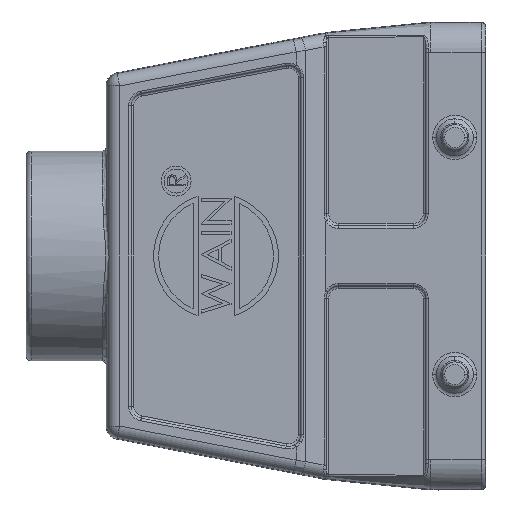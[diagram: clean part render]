
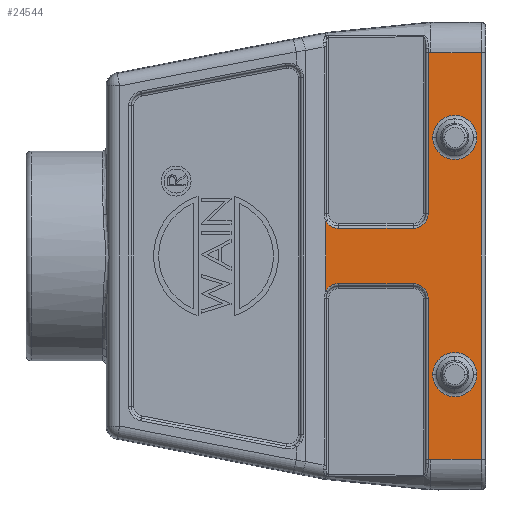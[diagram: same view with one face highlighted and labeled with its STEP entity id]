
A CAD part, left-side view. The second image highlights one B-rep face of the part: STEP entity #24544.
In plain terms, the highlighted planar face has unit normal (-1, 0, 0).
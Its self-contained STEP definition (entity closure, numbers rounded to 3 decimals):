
#5967=DIRECTION('',(0.,1.,0.));
#5968=VECTOR('',#5967,10.1);
#5969=CARTESIAN_POINT('',(-21.5,-53.685,40.712));
#5970=LINE('',#5969,#5968);
#6322=DIRECTION('',(0.,0.,-1.));
#6323=VECTOR('',#6322,13.777);
#6324=CARTESIAN_POINT('',(-21.5,-22.585,6.888));
#6325=LINE('',#6324,#6323);
#6348=DIRECTION('',(0.,0.998,-0.058));
#6349=VECTOR('',#6348,0.526);
#6350=CARTESIAN_POINT('',(-21.5,-43.585,-40.712));
#6351=LINE('',#6350,#6349);
#6352=CARTESIAN_POINT('',(-21.5,-40.085,-8.5));
#6353=DIRECTION('',(-1.,0.,0.));
#6354=DIRECTION('',(0.,-1.,0.));
#6355=AXIS2_PLACEMENT_3D('',#6352,#6353,#6354);
#6357=CARTESIAN_POINT('',(-21.5,-25.085,-8.5));
#6358=DIRECTION('',(-1.,0.,0.));
#6359=DIRECTION('',(0.,0.,1.));
#6360=AXIS2_PLACEMENT_3D('',#6357,#6358,#6359);
#6362=CARTESIAN_POINT('',(-21.5,-25.085,8.5));
#6363=DIRECTION('',(-1.,0.,0.));
#6364=DIRECTION('',(0.,0.84,-0.542));
#6365=AXIS2_PLACEMENT_3D('',#6362,#6363,#6364);
#6367=CARTESIAN_POINT('',(-21.5,-40.085,8.5));
#6368=DIRECTION('',(-1.,0.,0.));
#6369=DIRECTION('',(0.,0.,-1.));
#6370=AXIS2_PLACEMENT_3D('',#6367,#6368,#6369);
#6372=DIRECTION('',(0.,-0.998,-0.058));
#6373=VECTOR('',#6372,0.526);
#6374=CARTESIAN_POINT('',(-21.5,-43.059,
40.743));
#6375=LINE('',#6374,#6373);
#6376=CARTESIAN_POINT('',(-21.5,-48.385,23.75));
#6377=DIRECTION('',(-1.,0.,0.));
#6378=DIRECTION('',(0.,-1.,0.));
#6379=AXIS2_PLACEMENT_3D('',#6376,#6377,#6378);
#6381=CARTESIAN_POINT('',(-21.5,-48.385,23.75));
#6382=DIRECTION('',(-1.,0.,0.));
#6383=DIRECTION('',(0.,1.,0.));
#6384=AXIS2_PLACEMENT_3D('',#6381,#6382,#6383);
#6386=CARTESIAN_POINT('',(-21.5,-48.385,-23.75));
#6387=DIRECTION('',(-1.,0.,0.));
#6388=DIRECTION('',(0.,-1.,0.));
#6389=AXIS2_PLACEMENT_3D('',#6386,#6387,#6388);
#6391=CARTESIAN_POINT('',(-21.5,-48.385,-23.75));
#6392=DIRECTION('',(-1.,0.,0.));
#6393=DIRECTION('',(0.,1.,0.));
#6394=AXIS2_PLACEMENT_3D('',#6391,#6392,#6393);
#6396=DIRECTION('',(0.,0.,1.));
#6397=VECTOR('',#6396,81.424);
#6398=CARTESIAN_POINT('',(-21.5,-53.685,-40.712));
#6399=LINE('',#6398,#6397);
#7477=DIRECTION('',(0.,-1.,0.));
#7478=VECTOR('',#7477,10.1);
#7479=CARTESIAN_POINT('',(-21.5,-43.585,-40.712));
#7480=LINE('',#7479,#7478);
#7701=DIRECTION('',(0.,0.,-1.));
#7702=VECTOR('',#7701,32.243);
#7703=CARTESIAN_POINT('',(-21.5,-43.059,-8.5));
#7704=LINE('',#7703,#7702);
#7710=CARTESIAN_POINT('',(-21.5,-43.059,-40.743));
#7884=DIRECTION('',(0.,-1.,0.));
#7885=VECTOR('',#7884,15.);
#7886=CARTESIAN_POINT('',(-21.5,-25.085,-5.526));
#7887=LINE('',#7886,#7885);
#8046=DIRECTION('',(0.,0.,-1.));
#8047=VECTOR('',#8046,32.243);
#8048=CARTESIAN_POINT('',(-21.5,-43.059,
40.743));
#8049=LINE('',#8048,#8047);
#8069=DIRECTION('',(0.,1.,0.));
#8070=VECTOR('',#8069,15.);
#8071=CARTESIAN_POINT('',(-21.5,-40.085,5.526));
#8072=LINE('',#8071,#8070);
#11052=VERTEX_POINT('',#7710);
#11053=CARTESIAN_POINT('',(-21.5,-43.585,-40.712));
#11054=VERTEX_POINT('',#11053);
#11064=CARTESIAN_POINT('',(-21.5,-22.585,6.888));
#11065=CARTESIAN_POINT('',(-21.5,-22.585,-6.888));
#11066=VERTEX_POINT('',#11064);
#11067=VERTEX_POINT('',#11065);
#11076=CARTESIAN_POINT('',(-21.5,-53.685,-40.712));
#11077=CARTESIAN_POINT('',(-21.5,-53.685,40.712));
#11078=VERTEX_POINT('',#11076);
#11079=VERTEX_POINT('',#11077);
#11080=CARTESIAN_POINT('',(-21.5,-43.059,-8.5));
#11081=VERTEX_POINT('',#11080);
#11082=CARTESIAN_POINT('',(-21.5,-40.085,-5.526));
#11083=VERTEX_POINT('',#11082);
#11084=CARTESIAN_POINT('',(-21.5,-25.085,-5.526));
#11085=VERTEX_POINT('',#11084);
#11086=CARTESIAN_POINT('',(-21.5,-25.085,5.526));
#11087=VERTEX_POINT('',#11086);
#11088=CARTESIAN_POINT('',(-21.5,-40.085,5.526));
#11089=VERTEX_POINT('',#11088);
#11090=CARTESIAN_POINT('',(-21.5,-43.059,8.5));
#11091=VERTEX_POINT('',#11090);
#11092=CARTESIAN_POINT('',(-21.5,-43.059,
40.743));
#11093=VERTEX_POINT('',#11092);
#11094=CARTESIAN_POINT('',(-21.5,-43.585,
40.712));
#11095=VERTEX_POINT('',#11094);
#11096=CARTESIAN_POINT('',(-21.5,-52.799,23.75));
#11097=CARTESIAN_POINT('',(-21.5,-43.97,23.75));
#11098=VERTEX_POINT('',#11096);
#11099=VERTEX_POINT('',#11097);
#11100=CARTESIAN_POINT('',(-21.5,-52.799,-23.75));
#11101=CARTESIAN_POINT('',(-21.5,-43.97,-23.75));
#11102=VERTEX_POINT('',#11100);
#11103=VERTEX_POINT('',#11101);
#24501=CARTESIAN_POINT('',(-21.5,-43.585,-40.712));
#24502=DIRECTION('',(1.,0.,0.));
#24503=DIRECTION('',(0.,1.,0.));
#24504=AXIS2_PLACEMENT_3D('',#24501,#24502,#24503);
#24505=PLANE('',#24504);
#24507=ORIENTED_EDGE('',*,*,#24506,.F.);
#24509=ORIENTED_EDGE('',*,*,#24508,.F.);
#24510=ORIENTED_EDGE('',*,*,#24341,.T.);
#24512=ORIENTED_EDGE('',*,*,#24511,.F.);
#24514=ORIENTED_EDGE('',*,*,#24513,.T.);
#24516=ORIENTED_EDGE('',*,*,#24515,.F.);
#24518=ORIENTED_EDGE('',*,*,#24517,.T.);
#24519=ORIENTED_EDGE('',*,*,#24482,.F.);
#24521=ORIENTED_EDGE('',*,*,#24520,.T.);
#24523=ORIENTED_EDGE('',*,*,#24522,.F.);
#24525=ORIENTED_EDGE('',*,*,#24524,.T.);
#24527=ORIENTED_EDGE('',*,*,#24526,.F.);
#24528=ORIENTED_EDGE('',*,*,#23851,.T.);
#24529=ORIENTED_EDGE('',*,*,#23877,.F.);
#24530=EDGE_LOOP('',(#24507,#24509,#24510,#24512,#24514,#24516,#24518,#24519,
#24521,#24523,#24525,#24527,#24528,#24529));
#24531=FACE_OUTER_BOUND('',#24530,.F.);
#24533=ORIENTED_EDGE('',*,*,#24532,.T.);
#24535=ORIENTED_EDGE('',*,*,#24534,.T.);
#24536=EDGE_LOOP('',(#24533,#24535));
#24537=FACE_BOUND('',#24536,.F.);
#24539=ORIENTED_EDGE('',*,*,#24538,.T.);
#24541=ORIENTED_EDGE('',*,*,#24540,.T.);
#24542=EDGE_LOOP('',(#24539,#24541));
#24543=FACE_BOUND('',#24542,.F.);
#6356=CIRCLE('',#6355,2.974);
#6361=CIRCLE('',#6360,2.974);
#6366=CIRCLE('',#6365,2.974);
#6371=CIRCLE('',#6370,2.974);
#6380=CIRCLE('',#6379,4.414);
#6385=CIRCLE('',#6384,4.414);
#6390=CIRCLE('',#6389,4.414);
#6395=CIRCLE('',#6394,4.414);
#23851=EDGE_CURVE('',#11093,#11095,#6375,.T.);
#23877=EDGE_CURVE('',#11079,#11095,#5970,.T.);
#24341=EDGE_CURVE('',#11054,#11052,#6351,.T.);
#24482=EDGE_CURVE('',#11066,#11067,#6325,.T.);
#24506=EDGE_CURVE('',#11078,#11079,#6399,.T.);
#24508=EDGE_CURVE('',#11054,#11078,#7480,.T.);
#24511=EDGE_CURVE('',#11081,#11052,#7704,.T.);
#24513=EDGE_CURVE('',#11081,#11083,#6356,.T.);
#24515=EDGE_CURVE('',#11085,#11083,#7887,.T.);
#24517=EDGE_CURVE('',#11085,#11067,#6361,.T.);
#24520=EDGE_CURVE('',#11066,#11087,#6366,.T.);
#24522=EDGE_CURVE('',#11089,#11087,#8072,.T.);
#24524=EDGE_CURVE('',#11089,#11091,#6371,.T.);
#24526=EDGE_CURVE('',#11093,#11091,#8049,.T.);
#24532=EDGE_CURVE('',#11098,#11099,#6380,.T.);
#24534=EDGE_CURVE('',#11099,#11098,#6385,.T.);
#24538=EDGE_CURVE('',#11102,#11103,#6390,.T.);
#24540=EDGE_CURVE('',#11103,#11102,#6395,.T.);
#24544=ADVANCED_FACE('',(#24531,#24537,#24543),#24505,.F.);
